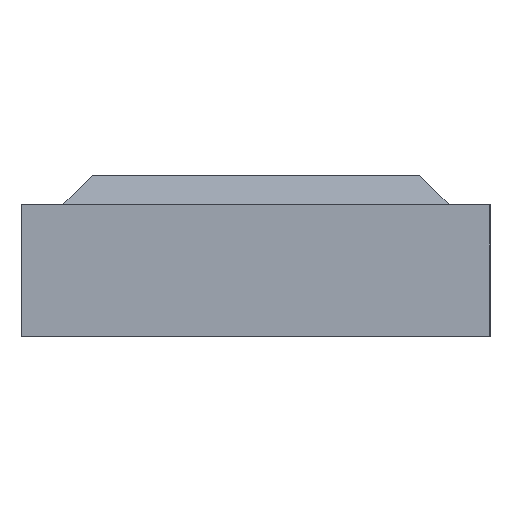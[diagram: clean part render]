
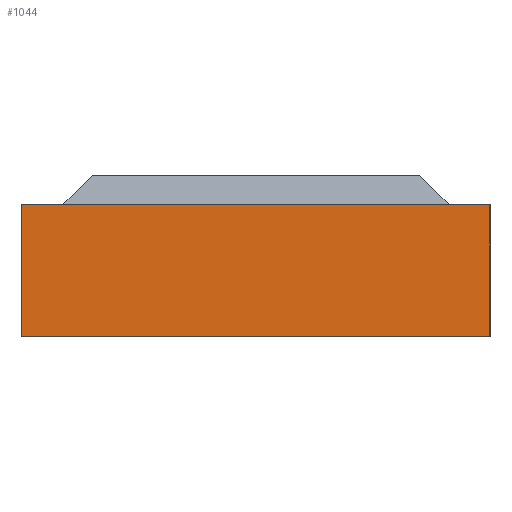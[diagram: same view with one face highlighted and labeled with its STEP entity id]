
A CAD part, left-side view. The second image highlights one B-rep face of the part: STEP entity #1044.
In plain terms, the highlighted planar face has unit normal (-1, 0, 0).
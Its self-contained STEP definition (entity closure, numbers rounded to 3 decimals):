
#734 = VERTEX_POINT('',#735);
#735 = CARTESIAN_POINT('',(-1.55,-0.8,0.));
#741 = EDGE_CURVE('',#742,#734,#744,.T.);
#742 = VERTEX_POINT('',#743);
#743 = CARTESIAN_POINT('',(-1.55,0.8,0.));
#744 = LINE('',#745,#746);
#745 = CARTESIAN_POINT('',(-1.55,0.,0.));
#746 = VECTOR('',#747,1.);
#747 = DIRECTION('',(0.,-1.,-0.));
#765 = EDGE_CURVE('',#766,#742,#768,.T.);
#766 = VERTEX_POINT('',#767);
#767 = CARTESIAN_POINT('',(-1.55,0.8,0.45));
#768 = LINE('',#769,#770);
#769 = CARTESIAN_POINT('',(-1.55,0.8,0.55));
#770 = VECTOR('',#771,1.);
#771 = DIRECTION('',(0.,-0.,-1.));
#808 = VERTEX_POINT('',#809);
#809 = CARTESIAN_POINT('',(-1.55,-0.8,0.45));
#815 = EDGE_CURVE('',#734,#808,#816,.T.);
#816 = LINE('',#817,#818);
#817 = CARTESIAN_POINT('',(-1.55,-0.8,0.55));
#818 = VECTOR('',#819,1.);
#819 = DIRECTION('',(0.,0.,1.));
#1044 = ADVANCED_FACE('',(#1045),#1056,.F.);
#1045 = FACE_BOUND('',#1046,.T.);
#1046 = EDGE_LOOP('',(#1047,#1053,#1054,#1055));
#1047 = ORIENTED_EDGE('',*,*,#1048,.F.);
#1048 = EDGE_CURVE('',#766,#808,#1049,.T.);
#1049 = LINE('',#1050,#1051);
#1050 = CARTESIAN_POINT('',(-1.55,-0.8,0.45));
#1051 = VECTOR('',#1052,1.);
#1052 = DIRECTION('',(-0.,-1.,-0.));
#1053 = ORIENTED_EDGE('',*,*,#765,.T.);
#1054 = ORIENTED_EDGE('',*,*,#741,.T.);
#1055 = ORIENTED_EDGE('',*,*,#815,.T.);
#1056 = PLANE('',#1057);
#1057 = AXIS2_PLACEMENT_3D('',#1058,#1059,#1060);
#1058 = CARTESIAN_POINT('',(-1.55,-0.8,0.55));
#1059 = DIRECTION('',(1.,-0.,0.));
#1060 = DIRECTION('',(0.,0.,-1.));
